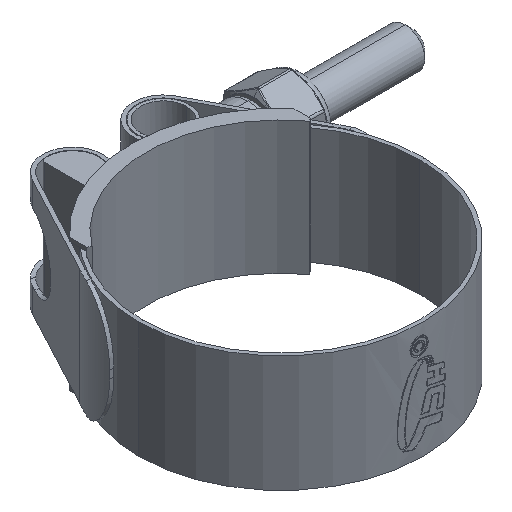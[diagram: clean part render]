
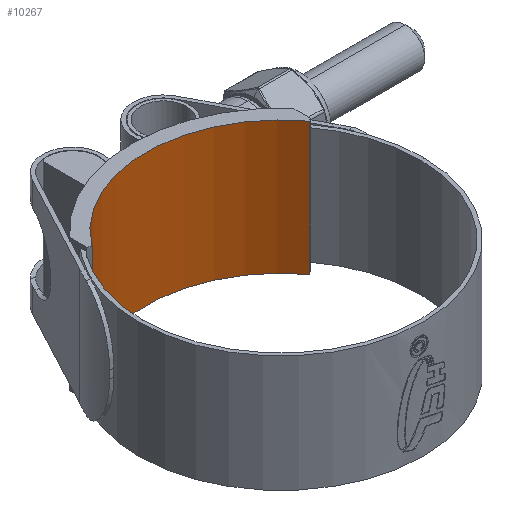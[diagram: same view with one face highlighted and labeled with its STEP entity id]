
A CAD part, isometric view. The second image highlights one B-rep face of the part: STEP entity #10267.
In plain terms, the highlighted cylindrical face has radius 22.39 mm (diameter 44.78 mm), a partial arc.
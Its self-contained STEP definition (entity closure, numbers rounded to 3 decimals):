
#446 = ORIENTED_EDGE ( 'NONE', *, *, #7570, .F. ) ;
#683 = EDGE_LOOP ( 'NONE', ( #446, #1358, #9504, #5357 ) ) ;
#811 = CARTESIAN_POINT ( 'NONE',  ( 0., 0., 10.39 ) ) ;
#1358 = ORIENTED_EDGE ( 'NONE', *, *, #2835, .F. ) ;
#2053 = CARTESIAN_POINT ( 'NONE',  ( -18.009, 13.303, 11. ) ) ;
#2098 = CARTESIAN_POINT ( 'NONE',  ( 18.009, 13.303, 10.39 ) ) ;
#2426 = AXIS2_PLACEMENT_3D ( 'NONE', #811, #13404, #5387 ) ;
#2835 = EDGE_CURVE ( 'NONE', #9839, #6415, #13167, .T. ) ;
#2877 = DIRECTION ( 'NONE',  ( 0., 0., -1. ) ) ;
#3203 = CYLINDRICAL_SURFACE ( 'NONE', #2426, 22.39 ) ;
#4335 = AXIS2_PLACEMENT_3D ( 'NONE', #14844, #13860, #10406 ) ;
#5357 = ORIENTED_EDGE ( 'NONE', *, *, #11510, .T. ) ;
#5387 = DIRECTION ( 'NONE',  ( 1., 0., 0. ) ) ;
#6065 = CARTESIAN_POINT ( 'NONE',  ( -18.009, 13.303, 10.39 ) ) ;
#6415 = VERTEX_POINT ( 'NONE', #2053 ) ;
#7413 = DIRECTION ( 'NONE',  ( 0., 0., 1. ) ) ;
#7437 = LINE ( 'NONE', #2098, #13262 ) ;
#7570 = EDGE_CURVE ( 'NONE', #6415, #11292, #14670, .T. ) ;
#7972 = CIRCLE ( 'NONE', #4335, 22.39 ) ;
#8170 = AXIS2_PLACEMENT_3D ( 'NONE', #9534, #2877, #14356 ) ;
#8876 = DIRECTION ( 'NONE',  ( 0., 0., 1. ) ) ;
#9280 = VECTOR ( 'NONE', #7413, 1000. ) ;
#9504 = ORIENTED_EDGE ( 'NONE', *, *, #9973, .F. ) ;
#9534 = CARTESIAN_POINT ( 'NONE',  ( 0., 0., 11. ) ) ;
#9714 = CARTESIAN_POINT ( 'NONE',  ( -18.009, 13.303, -11. ) ) ;
#9839 = VERTEX_POINT ( 'NONE', #9714 ) ;
#9973 = EDGE_CURVE ( 'NONE', #14054, #9839, #7972, .T. ) ;
#10267 = ADVANCED_FACE ( 'NONE', ( #10982 ), #3203, .F. ) ;
#10406 = DIRECTION ( 'NONE',  ( 1., 0., 0. ) ) ;
#10767 = CARTESIAN_POINT ( 'NONE',  ( 18.009, 13.303, -11. ) ) ;
#10982 = FACE_OUTER_BOUND ( 'NONE', #683, .T. ) ;
#11292 = VERTEX_POINT ( 'NONE', #11551 ) ;
#11510 = EDGE_CURVE ( 'NONE', #14054, #11292, #7437, .T. ) ;
#11551 = CARTESIAN_POINT ( 'NONE',  ( 18.009, 13.303, 11. ) ) ;
#13167 = LINE ( 'NONE', #6065, #9280 ) ;
#13262 = VECTOR ( 'NONE', #8876, 1000. ) ;
#13404 = DIRECTION ( 'NONE',  ( 0., 0., 1. ) ) ;
#13860 = DIRECTION ( 'NONE',  ( 0., 0., 1. ) ) ;
#14054 = VERTEX_POINT ( 'NONE', #10767 ) ;
#14356 = DIRECTION ( 'NONE',  ( 1., 0., 0. ) ) ;
#14670 = CIRCLE ( 'NONE', #8170, 22.39 ) ;
#14844 = CARTESIAN_POINT ( 'NONE',  ( 0., 0., -11. ) ) ;
